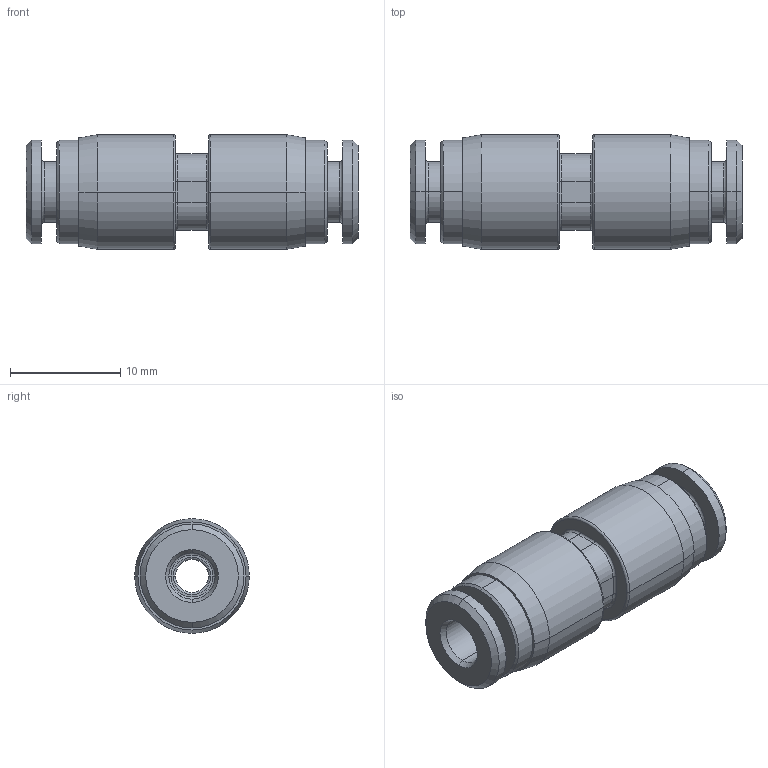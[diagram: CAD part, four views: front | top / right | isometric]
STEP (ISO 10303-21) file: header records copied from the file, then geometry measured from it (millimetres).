
FILE_DESCRIPTION(( 'MXP.26.04.04.stp' ), '1');
FILE_NAME( 'MXP.26.04.04.stp', '2021-02-22T15:43:37',( 'Sopra'),('sopra-pneumatic.com'), 'SwSTEP 2.0','SolidWorks 2009','' );
FILE_SCHEMA(('CONFIG_CONTROL_DESIGN'));
Length unit declared in the file: millimetre
Products named in the file (1): 367504B_958V-4FF
Bounding box: 30.1 x 10.4 x 10.4 mm (x, y, z)
Volume: 1711.4 mm3; surface area: 1642.9 mm2
Topology: 1 solids, 1 shells, 90 faces, 202 edges, 124 vertices
Faces by surface type: cylinder 34, torus 24, plane 16, cone 16
Entity records: 2586 total; most frequent: DIRECTION 512, CARTESIAN_POINT 422, ORIENTED_EDGE 404, AXIS2_PLACEMENT_3D 222, EDGE_CURVE 202, CIRCLE 132, VERTEX_POINT 124, EDGE_LOOP 102
